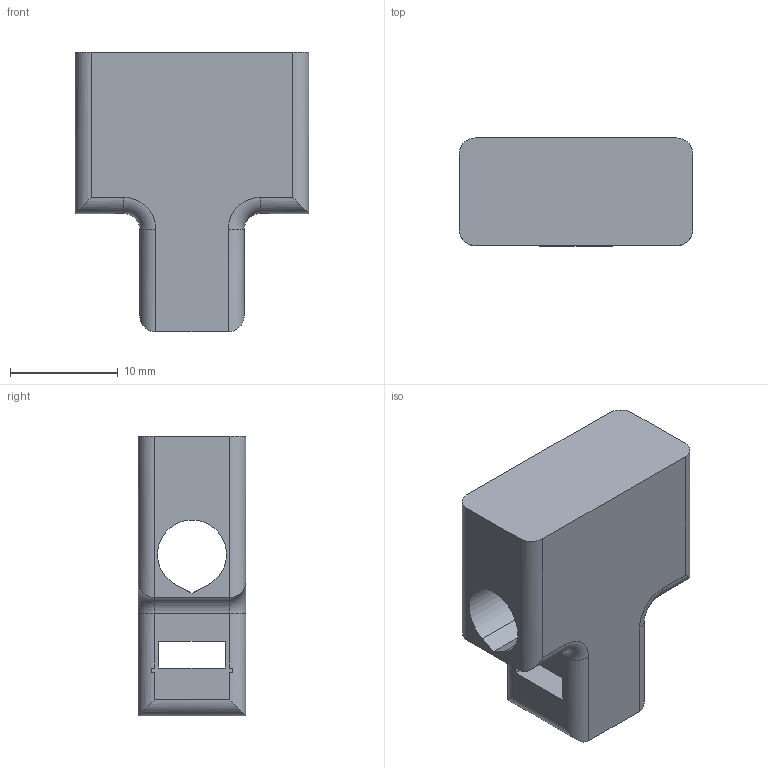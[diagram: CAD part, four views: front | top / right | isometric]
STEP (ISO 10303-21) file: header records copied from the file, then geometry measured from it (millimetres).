
FILE_DESCRIPTION(('FreeCAD Model'),'2;1');
FILE_NAME('Open CASCADE Shape Model','2025-02-01T18:21:13',('Author'),( ''),'Open CASCADE STEP processor 7.7','FreeCAD','Unknown');
FILE_SCHEMA(('AUTOMOTIVE_DESIGN { 1 0 10303 214 1 1 1 1 }'));
Length unit declared in the file: millimetre
Products named in the file (1): Bottom
Bounding box: 21.7 x 10 x 26 mm (x, y, z)
Volume: 3248.4 mm3; surface area: 2306 mm2
Topology: 1 solids, 1 shells, 65 faces, 174 edges, 110 vertices
Faces by surface type: plane 38, cylinder 20, torus 4, cone 3
Full cylindrical faces by diameter (mm): 3.4 x2, 6.5 x1
Entity records: 2080 total; most frequent: CARTESIAN_POINT 390, DIRECTION 350, ORIENTED_EDGE 348, EDGE_CURVE 174, LINE 118, VECTOR 118, AXIS2_PLACEMENT_3D 116, VERTEX_POINT 110
